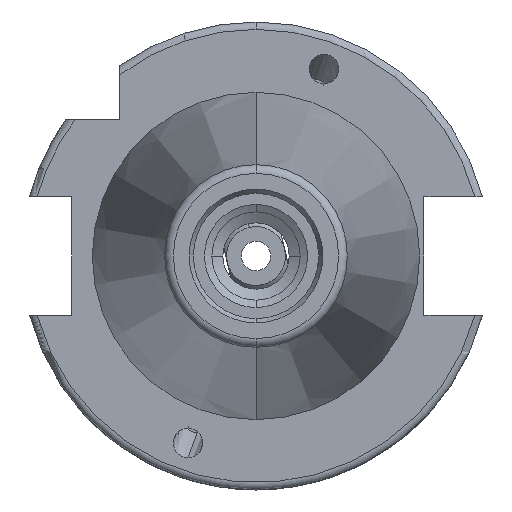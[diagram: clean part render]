
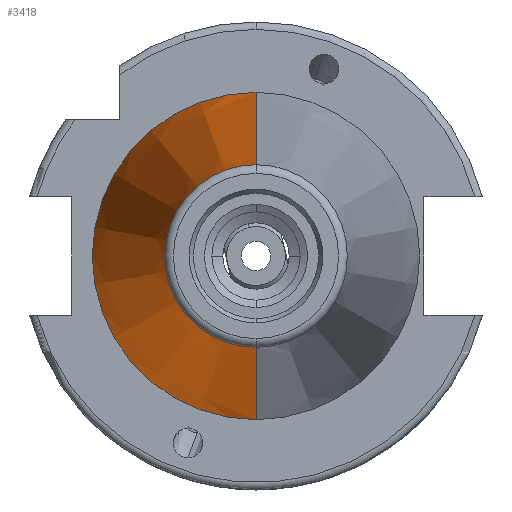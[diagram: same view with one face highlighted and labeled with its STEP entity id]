
A CAD part, left-side view. The second image highlights one B-rep face of the part: STEP entity #3418.
In plain terms, the highlighted conical face has half-angle 8.297 degrees and reference radius 22.225 mm.
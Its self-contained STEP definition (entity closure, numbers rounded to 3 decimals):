
#608 = CARTESIAN_POINT ( 'NONE',  ( 0., 0., 0. ) ) ;
#1342 = DIRECTION ( 'NONE',  ( 0., -1., 0. ) ) ;
#1400 = VERTEX_POINT ( 'NONE', #7782 ) ;
#1451 = CARTESIAN_POINT ( 'NONE',  ( -67.373, 12.4, 0. ) ) ;
#1648 = DIRECTION ( 'NONE',  ( 0.99, -0.144, 0. ) ) ;
#1797 = ORIENTED_EDGE ( 'NONE', *, *, #4324, .T. ) ;
#1932 = CARTESIAN_POINT ( 'NONE',  ( -67.373, -12.4, 0. ) ) ;
#1998 = ORIENTED_EDGE ( 'NONE', *, *, #4166, .F. ) ;
#2224 = VECTOR ( 'NONE', #1648, 1000. ) ;
#2312 = ORIENTED_EDGE ( 'NONE', *, *, #2967, .T. ) ;
#2762 = AXIS2_PLACEMENT_3D ( 'NONE', #608, #5373, #1342 ) ;
#2798 = CIRCLE ( 'NONE', #2762, 22.225 ) ;
#2883 = VERTEX_POINT ( 'NONE', #1932 ) ;
#2967 = EDGE_CURVE ( 'NONE', #1400, #3302, #2798, .T. ) ;
#3049 = CARTESIAN_POINT ( 'NONE',  ( 0., 22.225, 0. ) ) ;
#3138 = DIRECTION ( 'NONE',  ( 1., 0., 0. ) ) ;
#3302 = VERTEX_POINT ( 'NONE', #3049 ) ;
#3418 = ADVANCED_FACE ( 'NONE', ( #5273 ), #8415, .T. ) ;
#3464 = CARTESIAN_POINT ( 'NONE',  ( -67.373, 0., 0. ) ) ;
#3895 = LINE ( 'NONE', #5590, #6808 ) ;
#4021 = LINE ( 'NONE', #4990, #2224 ) ;
#4166 = EDGE_CURVE ( 'NONE', #2883, #7187, #8619, .T. ) ;
#4173 = DIRECTION ( 'NONE',  ( 0., -1., 0. ) ) ;
#4324 = EDGE_CURVE ( 'NONE', #2883, #1400, #4021, .T. ) ;
#4538 = AXIS2_PLACEMENT_3D ( 'NONE', #3464, #8150, #4173 ) ;
#4799 = EDGE_CURVE ( 'NONE', #7187, #3302, #3895, .T. ) ;
#4990 = CARTESIAN_POINT ( 'NONE',  ( 0., -22.225, 0. ) ) ;
#5273 = FACE_OUTER_BOUND ( 'NONE', #6532, .T. ) ;
#5373 = DIRECTION ( 'NONE',  ( -1., 0., 0. ) ) ;
#5590 = CARTESIAN_POINT ( 'NONE',  ( 0., 22.225, 0. ) ) ;
#5801 = DIRECTION ( 'NONE',  ( 0., 1., 0. ) ) ;
#5873 = ORIENTED_EDGE ( 'NONE', *, *, #4799, .F. ) ;
#6532 = EDGE_LOOP ( 'NONE', ( #1998, #1797, #2312, #5873 ) ) ;
#6622 = AXIS2_PLACEMENT_3D ( 'NONE', #7818, #3138, #5801 ) ;
#6808 = VECTOR ( 'NONE', #8290, 1000. ) ;
#7187 = VERTEX_POINT ( 'NONE', #1451 ) ;
#7782 = CARTESIAN_POINT ( 'NONE',  ( 0., -22.225, 0. ) ) ;
#7818 = CARTESIAN_POINT ( 'NONE',  ( 0., 0., 0. ) ) ;
#8150 = DIRECTION ( 'NONE',  ( -1., 0., 0. ) ) ;
#8290 = DIRECTION ( 'NONE',  ( 0.99, 0.144, 0. ) ) ;
#8415 = CONICAL_SURFACE ( 'NONE', #6622, 22.225, 0.145 ) ;
#8619 = CIRCLE ( 'NONE', #4538, 12.4 ) ;
